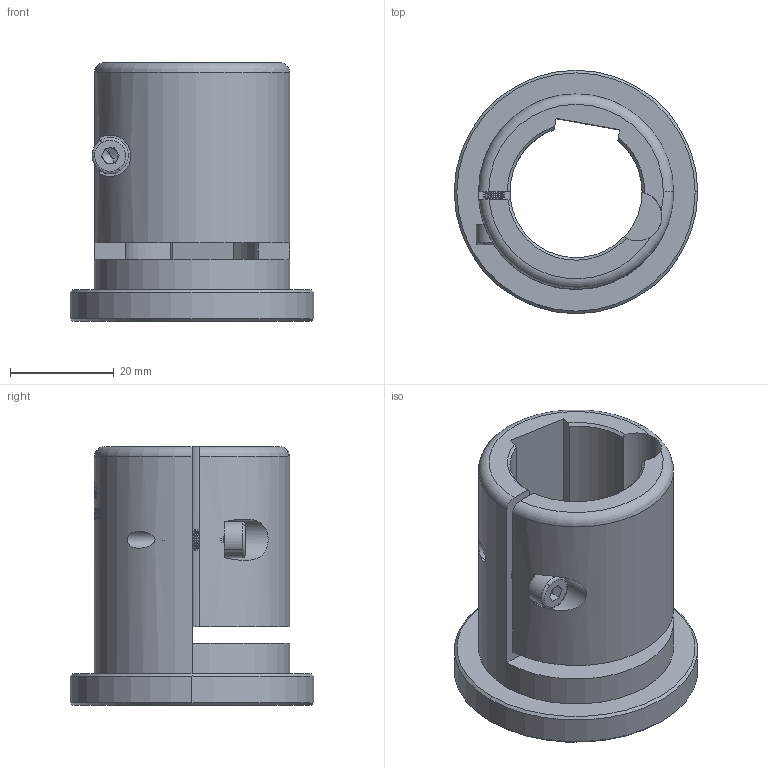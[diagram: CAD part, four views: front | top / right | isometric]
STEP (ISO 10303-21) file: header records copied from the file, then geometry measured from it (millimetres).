
FILE_DESCRIPTION (( 'STEP AP203' ), '1' );
FILE_NAME ('FCRB25-50B.STEP', '2025-07-10T02:55:37', ( '' ), ( '' ), 'SwSTEP 2.0', 'SolidWorks 2020', '' );
FILE_SCHEMA (( 'CONFIG_CONTROL_DESIGN' ));
Length unit declared in the file: millimetre
Products named in the file (1): FCRB25-50B
Bounding box: 47 x 47 x 50 mm (x, y, z)
Volume: 30579.3 mm3; surface area: 13902.5 mm2
Topology: 2 solids, 2 shells, 398 faces, 1190 edges, 822 vertices
Faces by surface type: cone 119, bspline 106, cylinder 99, plane 72, torus 2
Entity records: 24899 total; most frequent: CARTESIAN_POINT 14932, ORIENTED_EDGE 2376, DIRECTION 1673, EDGE_CURVE 1188, VERTEX_POINT 822, AXIS2_PLACEMENT_3D 692, B_SPLINE_CURVE_WITH_KNOTS 498, EDGE_LOOP 432
